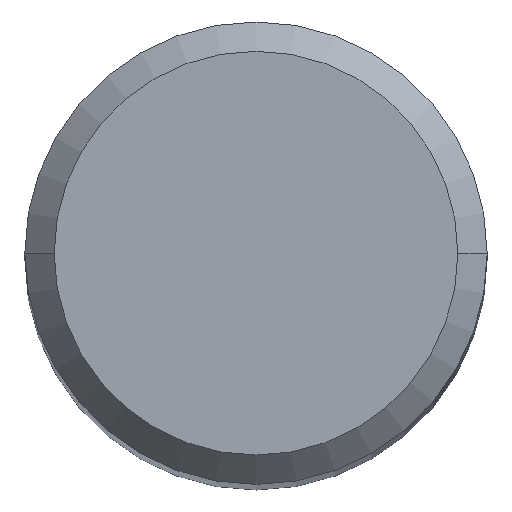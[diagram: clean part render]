
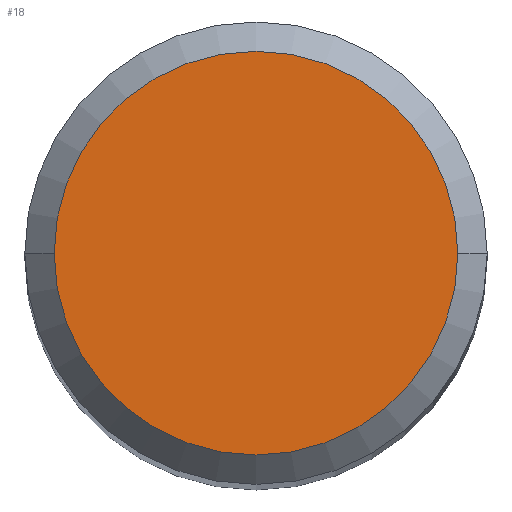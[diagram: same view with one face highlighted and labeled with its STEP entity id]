
A CAD part, top view. The second image highlights one B-rep face of the part: STEP entity #18.
In plain terms, the highlighted planar face has unit normal (0, 0, 1).
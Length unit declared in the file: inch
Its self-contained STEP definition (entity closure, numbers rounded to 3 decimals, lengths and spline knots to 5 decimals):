
#4 = ORIENTED_EDGE ( 'NONE', *, *, #138, .T. ) ;
#18 = ADVANCED_FACE ( 'NONE', ( #154 ), #101, .T. ) ;
#46 = AXIS2_PLACEMENT_3D ( 'NONE', #173, #267, #282 ) ;
#57 = EDGE_CURVE ( 'NONE', #225, #299, #180, .T. ) ;
#66 = CIRCLE ( 'NONE', #116, 0.10311 ) ;
#91 = AXIS2_PLACEMENT_3D ( 'NONE', #281, #196, #170 ) ;
#101 = PLANE ( 'NONE',  #91 ) ;
#107 = CARTESIAN_POINT ( 'NONE',  ( 0., 0., 2.24409 ) ) ;
#116 = AXIS2_PLACEMENT_3D ( 'NONE', #107, #239, #264 ) ;
#118 = EDGE_LOOP ( 'NONE', ( #4, #198 ) ) ;
#129 = CARTESIAN_POINT ( 'NONE',  ( -0.10311, 0., 2.24409 ) ) ;
#138 = EDGE_CURVE ( 'NONE', #299, #225, #66, .T. ) ;
#154 = FACE_OUTER_BOUND ( 'NONE', #118, .T. ) ;
#170 = DIRECTION ( 'NONE',  ( 1., 0., 0. ) ) ;
#173 = CARTESIAN_POINT ( 'NONE',  ( 0., 0., 2.24409 ) ) ;
#180 = CIRCLE ( 'NONE', #46, 0.10311 ) ;
#196 = DIRECTION ( 'NONE',  ( 0., 0., 1. ) ) ;
#198 = ORIENTED_EDGE ( 'NONE', *, *, #57, .T. ) ;
#225 = VERTEX_POINT ( 'NONE', #232 ) ;
#232 = CARTESIAN_POINT ( 'NONE',  ( 0.10311, 0., 2.24409 ) ) ;
#239 = DIRECTION ( 'NONE',  ( 0., 0., 1. ) ) ;
#264 = DIRECTION ( 'NONE',  ( 1., 0., 0. ) ) ;
#267 = DIRECTION ( 'NONE',  ( 0., 0., 1. ) ) ;
#281 = CARTESIAN_POINT ( 'NONE',  ( 0., 0., 2.24409 ) ) ;
#282 = DIRECTION ( 'NONE',  ( 1., 0., 0. ) ) ;
#299 = VERTEX_POINT ( 'NONE', #129 ) ;
